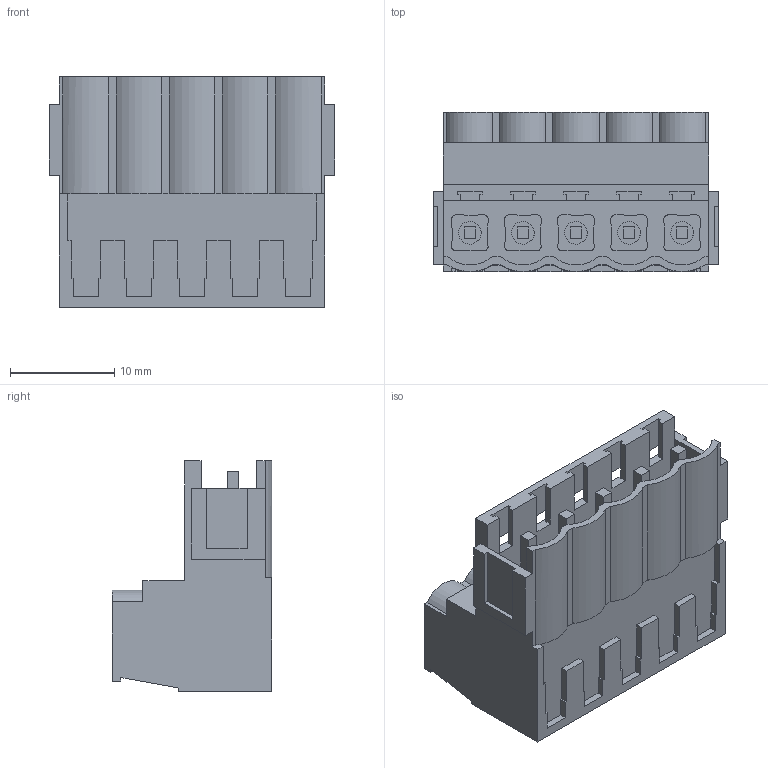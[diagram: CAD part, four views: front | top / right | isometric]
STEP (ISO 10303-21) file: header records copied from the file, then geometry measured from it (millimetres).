
FILE_DESCRIPTION(('CATIA V5 STEP Exchange','CAx-IF Rec.Pracs.--- Model Styling and Organization---1.4--- 2014-01-23'),'2;1');
FILE_NAME ('D1453764_3_1627270000_1627270000.stp','2022-08-02T07:14:25+00:00',('none'),('Weidmueller'),'CATIA Version 5-6 Release 2016 SP3 HF44','CATIA V5 STEP AP214','none');
FILE_SCHEMA(('AUTOMOTIVE_DESIGN { 1 0 10303 214 1 1 1 1 }'));
Length unit declared in the file: millimetre
Products named in the file (1): 1627270000
Bounding box: 27.36 x 15.3 x 22.05 mm (x, y, z)
Volume: 4411 mm3; surface area: 4140.9 mm2
Topology: 11 solids, 11 shells, 384 faces, 1004 edges, 662 vertices
Faces by surface type: plane 299, cylinder 65, extrusion 20
Entity records: 11655 total; most frequent: CARTESIAN_POINT 2706, ORIENTED_EDGE 2008, DIRECTION 1477, EDGE_CURVE 1004, VECTOR 832, LINE 812, VERTEX_POINT 662, EDGE_LOOP 414
